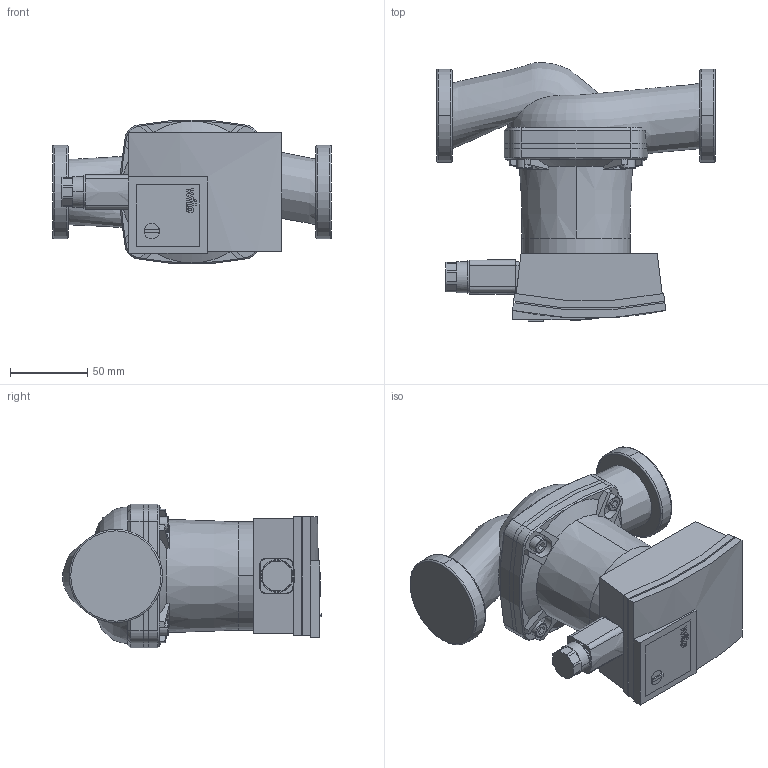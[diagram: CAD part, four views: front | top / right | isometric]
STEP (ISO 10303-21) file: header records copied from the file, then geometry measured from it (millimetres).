
FILE_DESCRIPTION((''),'2;1');
FILE_NAME('3d_Yonos-PICO-30_1-8-(DE)-4164009.stp','2016-04-29T07:52:11',(''),(''),'Mechanical Desktop 2009','Mechanical Desktop 2009',', , ');
FILE_SCHEMA(('CONFIG_CONTROL_DESIGN'));
Length unit declared in the file: millimetre
Products named in the file (1): Product
Bounding box: 180 x 167.09 x 92.7 mm (x, y, z)
Volume: 1054041.4 mm3; surface area: 138338.6 mm2
Topology: 11 solids, 11 shells, 319 faces, 861 edges, 577 vertices
Faces by surface type: plane 147, bspline 62, cylinder 62, cone 32, torus 16
Entity records: 15899 total; most frequent: CARTESIAN_POINT 7950, ORIENTED_EDGE 1722, DIRECTION 1523, EDGE_CURVE 861, VERTEX_POINT 577, AXIS2_PLACEMENT_3D 516, VECTOR 491, LINE 491
